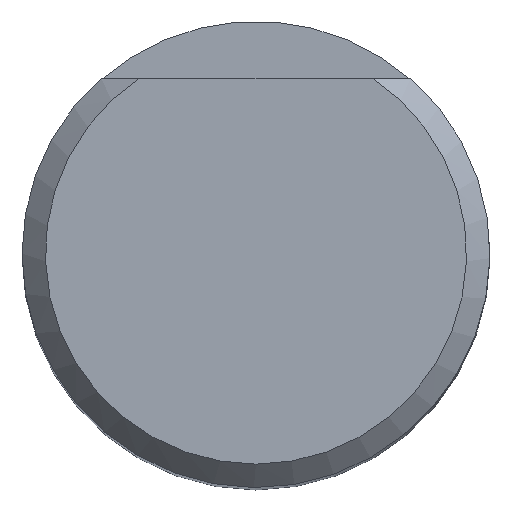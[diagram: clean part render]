
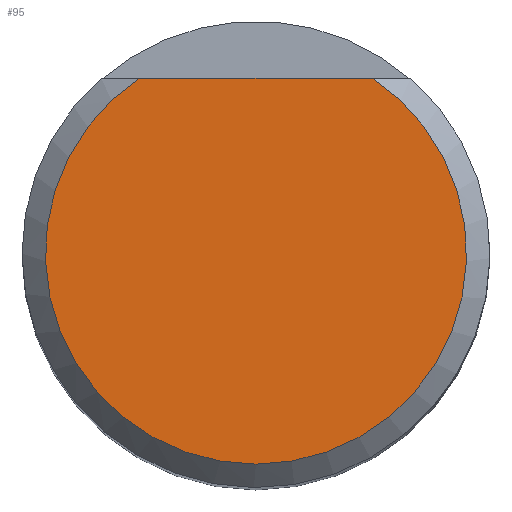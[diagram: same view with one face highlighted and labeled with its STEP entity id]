
A CAD part, top view. The second image highlights one B-rep face of the part: STEP entity #95.
In plain terms, the highlighted planar face has unit normal (0, 0, 1).
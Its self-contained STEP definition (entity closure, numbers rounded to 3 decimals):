
#16=LINE('',#177,#21);
#21=VECTOR('',#143,10.);
#26=PLANE('',#124);
#31=FACE_OUTER_BOUND('',#37,.T.);
#37=EDGE_LOOP('',(#74,#75));
#42=CIRCLE('',#121,1.8);
#50=VERTEX_POINT('',#163);
#51=VERTEX_POINT('',#167);
#58=EDGE_CURVE('',#50,#51,#42,.T.);
#62=EDGE_CURVE('',#50,#51,#16,.T.);
#74=ORIENTED_EDGE('',*,*,#58,.F.);
#75=ORIENTED_EDGE('',*,*,#62,.T.);
#95=ADVANCED_FACE('',(#31),#26,.T.);
#121=AXIS2_PLACEMENT_3D('',#168,#135,#136);
#124=AXIS2_PLACEMENT_3D('',#176,#141,#142);
#135=DIRECTION('center_axis',(0.,0.,-1.));
#136=DIRECTION('ref_axis',(1.,0.,0.));
#141=DIRECTION('center_axis',(0.,0.,1.));
#142=DIRECTION('ref_axis',(1.,0.,0.));
#143=DIRECTION('',(-1.,0.,0.));
#163=CARTESIAN_POINT('',(0.995,1.5,64.));
#167=CARTESIAN_POINT('',(-0.995,1.5,64.));
#168=CARTESIAN_POINT('Origin',(0.,0.,64.));
#176=CARTESIAN_POINT('Origin',(0.,-0.25,64.));
#177=CARTESIAN_POINT('',(-1.323,1.5,64.));
